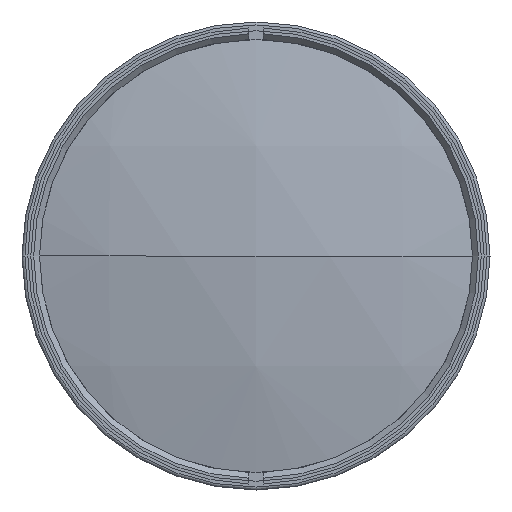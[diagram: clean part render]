
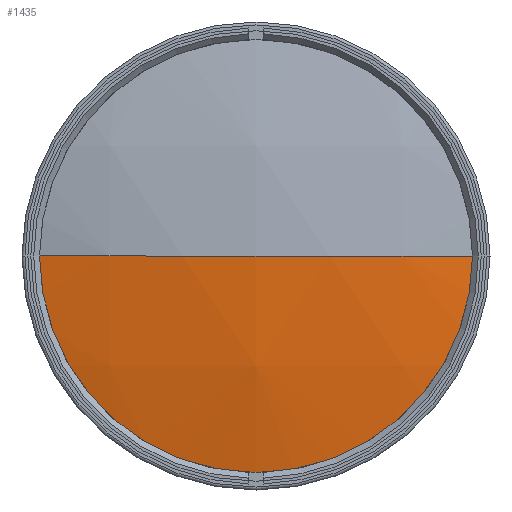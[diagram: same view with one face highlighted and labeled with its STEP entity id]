
A CAD part, left-side view. The second image highlights one B-rep face of the part: STEP entity #1435.
In plain terms, the highlighted spherical face has radius 161 mm.
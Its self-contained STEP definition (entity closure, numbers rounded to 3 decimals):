
#71 = VERTEX_POINT ( 'NONE', #2512 ) ;
#345 = DIRECTION ( 'NONE',  ( 0., 0., -1. ) ) ;
#733 = DIRECTION ( 'NONE',  ( -1., 0., 0. ) ) ;
#754 = AXIS2_PLACEMENT_3D ( 'NONE', #1372, #2472, #3359 ) ;
#980 = AXIS2_PLACEMENT_3D ( 'NONE', #1659, #2481, #3000 ) ;
#1256 = CARTESIAN_POINT ( 'NONE',  ( -160.802, 0., 0. ) ) ;
#1372 = CARTESIAN_POINT ( 'NONE',  ( -4.23, 0., 0. ) ) ;
#1435 = ADVANCED_FACE ( 'NONE', ( #2332 ), #2270, .T. ) ;
#1498 = AXIS2_PLACEMENT_3D ( 'NONE', #2055, #345, #3397 ) ;
#1530 = VERTEX_POINT ( 'NONE', #2654 ) ;
#1659 = CARTESIAN_POINT ( 'NONE',  ( -4.23, 0., 0. ) ) ;
#1780 = VERTEX_POINT ( 'NONE', #1945 ) ;
#1841 = DIRECTION ( 'NONE',  ( 0., 0., 1. ) ) ;
#1847 = AXIS2_PLACEMENT_3D ( 'NONE', #1256, #733, #1841 ) ;
#1890 = EDGE_CURVE ( 'NONE', #1530, #1780, #2487, .T. ) ;
#1945 = CARTESIAN_POINT ( 'NONE',  ( -165.23, 0., 0. ) ) ;
#2055 = CARTESIAN_POINT ( 'NONE',  ( -4.23, 0., 0. ) ) ;
#2116 = EDGE_LOOP ( 'NONE', ( #2579, #2611, #2819 ) ) ;
#2124 = EDGE_CURVE ( 'NONE', #71, #1530, #3120, .T. ) ;
#2270 = SPHERICAL_SURFACE ( 'NONE', #1498, 161. ) ;
#2332 = FACE_OUTER_BOUND ( 'NONE', #2116, .T. ) ;
#2472 = DIRECTION ( 'NONE',  ( 0., 0., 1. ) ) ;
#2481 = DIRECTION ( 'NONE',  ( 0., 0., -1. ) ) ;
#2487 = CIRCLE ( 'NONE', #980, 161. ) ;
#2512 = CARTESIAN_POINT ( 'NONE',  ( -160.802, 37.5, 0. ) ) ;
#2579 = ORIENTED_EDGE ( 'NONE', *, *, #2124, .T. ) ;
#2611 = ORIENTED_EDGE ( 'NONE', *, *, #1890, .T. ) ;
#2654 = CARTESIAN_POINT ( 'NONE',  ( -160.802, -37.5, 0. ) ) ;
#2819 = ORIENTED_EDGE ( 'NONE', *, *, #2959, .F. ) ;
#2959 = EDGE_CURVE ( 'NONE', #71, #1780, #3419, .T. ) ;
#3000 = DIRECTION ( 'NONE',  ( 0., 1., 0. ) ) ;
#3120 = CIRCLE ( 'NONE', #1847, 37.5 ) ;
#3359 = DIRECTION ( 'NONE',  ( 0., -1., 0. ) ) ;
#3397 = DIRECTION ( 'NONE',  ( 0., 1., 0. ) ) ;
#3419 = CIRCLE ( 'NONE', #754, 161. ) ;
